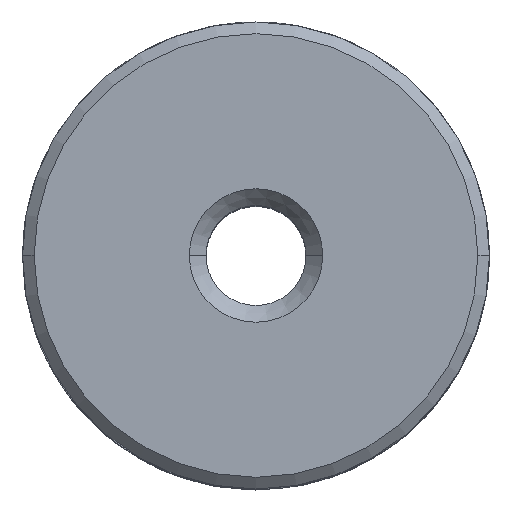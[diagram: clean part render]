
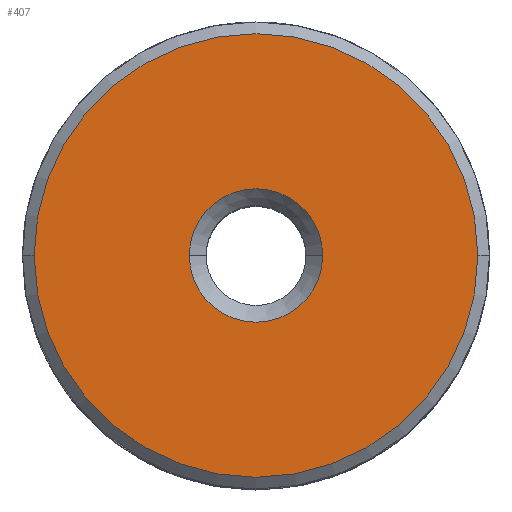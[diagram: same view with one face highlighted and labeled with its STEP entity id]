
A CAD part, top view. The second image highlights one B-rep face of the part: STEP entity #407.
In plain terms, the highlighted planar face has unit normal (0, 0, 1).
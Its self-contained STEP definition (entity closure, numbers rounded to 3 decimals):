
#407=ADVANCED_FACE('',(#870,#871),#872,.F.);
#870=FACE_BOUND('',#3230,.T.);
#871=FACE_OUTER_BOUND('',#3231,.T.);
#872=PLANE('',#3232);
#3230=EDGE_LOOP('',(#40256,#40257));
#3231=EDGE_LOOP('',(#40258,#40259));
#3232=AXIS2_PLACEMENT_3D('',#40260,#40261,#40262);
#40256=ORIENTED_EDGE('',*,*,#40707,.T.);
#40257=ORIENTED_EDGE('',*,*,#41012,.T.);
#40258=ORIENTED_EDGE('',*,*,#40778,.F.);
#40259=ORIENTED_EDGE('',*,*,#41013,.F.);
#40260=CARTESIAN_POINT('',(0.0,0.0,18.0));
#40261=DIRECTION('',(0.0,0.0,-1.0));
#40262=DIRECTION('',(-1.0,0.0,0.0));
#40707=EDGE_CURVE('',#41296,#41294,#41297,.T.);
#40778=EDGE_CURVE('',#41405,#41406,#41407,.T.);
#41012=EDGE_CURVE('',#41294,#41296,#41708,.T.);
#41013=EDGE_CURVE('',#41406,#41405,#41709,.T.);
#41294=VERTEX_POINT('',#42477);
#41296=VERTEX_POINT('',#42480);
#41297=CIRCLE('',#42481,2.);
#41405=VERTEX_POINT('',#43554);
#41406=VERTEX_POINT('',#43555);
#41407=CIRCLE('',#43556,6.65);
#41708=CIRCLE('',#44839,2.);
#41709=CIRCLE('',#44840,6.65);
#42477=CARTESIAN_POINT('',(-2.,0.,18.0));
#42480=CARTESIAN_POINT('',(2.,0.0,18.0));
#42481=AXIS2_PLACEMENT_3D('',#45583,#45584,#45585);
#43554=CARTESIAN_POINT('',(-6.65,0.0,18.));
#43555=CARTESIAN_POINT('',(6.65,0.,18.));
#43556=AXIS2_PLACEMENT_3D('',#45624,#45625,#45626);
#44839=AXIS2_PLACEMENT_3D('',#45737,#45738,#45739);
#44840=AXIS2_PLACEMENT_3D('',#45740,#45741,#45742);
#45583=CARTESIAN_POINT('',(0.0,0.0,18.0));
#45584=DIRECTION('',(0.0,0.0,-1.0));
#45585=DIRECTION('',(-1.0,0.0,0.0));
#45624=CARTESIAN_POINT('',(0.0,0.,18.));
#45625=DIRECTION('',(0.0,0.,-1.0));
#45626=DIRECTION('',(0.0,1.0,0.));
#45737=CARTESIAN_POINT('',(0.0,0.0,18.0));
#45738=DIRECTION('',(0.0,0.0,-1.0));
#45739=DIRECTION('',(-1.0,0.0,0.0));
#45740=CARTESIAN_POINT('',(0.0,0.,18.));
#45741=DIRECTION('',(0.0,0.,-1.0));
#45742=DIRECTION('',(0.0,1.0,0.));
